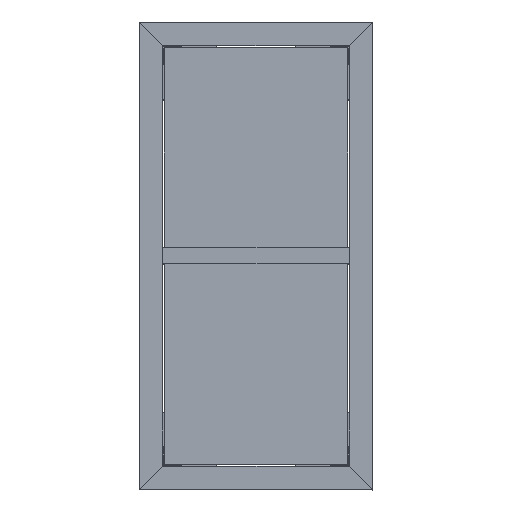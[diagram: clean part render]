
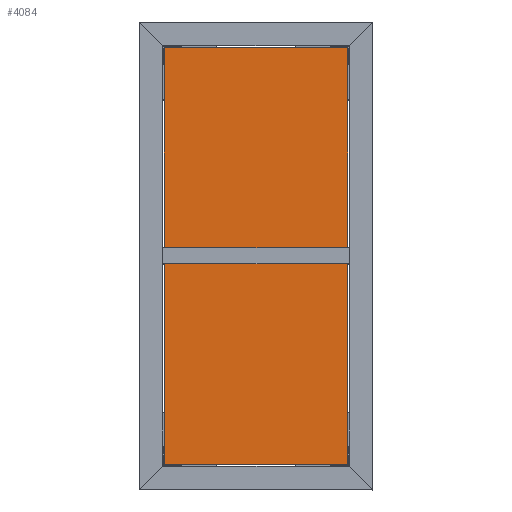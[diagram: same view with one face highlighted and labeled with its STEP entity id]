
A CAD part, top view. The second image highlights one B-rep face of the part: STEP entity #4084.
In plain terms, the highlighted planar face has unit normal (0, 0, 1).
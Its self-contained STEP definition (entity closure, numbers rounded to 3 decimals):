
#101=FACE_OUTER_BOUND('',#363,.T.);
#363=EDGE_LOOP('',(#2562,#2563,#2564,#2565));
#645=LINE('',#5830,#1149);
#646=LINE('',#5832,#1150);
#647=LINE('',#5834,#1151);
#648=LINE('',#5835,#1152);
#1149=VECTOR('',#4767,10.);
#1150=VECTOR('',#4768,10.);
#1151=VECTOR('',#4769,10.);
#1152=VECTOR('',#4770,10.);
#1638=VERTEX_POINT('',#5828);
#1639=VERTEX_POINT('',#5829);
#1640=VERTEX_POINT('',#5831);
#1641=VERTEX_POINT('',#5833);
#1993=EDGE_CURVE('',#1638,#1639,#645,.T.);
#1994=EDGE_CURVE('',#1639,#1640,#646,.T.);
#1995=EDGE_CURVE('',#1640,#1641,#647,.T.);
#1996=EDGE_CURVE('',#1641,#1638,#648,.T.);
#2562=ORIENTED_EDGE('',*,*,#1993,.T.);
#2563=ORIENTED_EDGE('',*,*,#1994,.T.);
#2564=ORIENTED_EDGE('',*,*,#1995,.T.);
#2565=ORIENTED_EDGE('',*,*,#1996,.T.);
#3527=PLANE('',#4411);
#4084=ADVANCED_FACE('',(#101),#3527,.T.);
#4411=AXIS2_PLACEMENT_3D('',#5827,#4765,#4766);
#4765=DIRECTION('center_axis',(0.,0.,
1.));
#4766=DIRECTION('ref_axis',(1.,0.,0.));
#4767=DIRECTION('',(1.,0.,0.));
#4768=DIRECTION('',(0.,1.,0.));
#4769=DIRECTION('',(-1.,0.,0.));
#4770=DIRECTION('',(0.,-1.,0.));
#5827=CARTESIAN_POINT('Origin',(695.249,860.46,378.384));
#5828=CARTESIAN_POINT('',(460.249,325.46,378.384));
#5829=CARTESIAN_POINT('',(930.249,325.46,378.384));
#5830=CARTESIAN_POINT('',(930.249,325.46,378.384));
#5831=CARTESIAN_POINT('',(930.249,1395.46,378.384));
#5832=CARTESIAN_POINT('',(930.249,1395.46,378.384));
#5833=CARTESIAN_POINT('',(460.249,1395.46,378.384));
#5834=CARTESIAN_POINT('',(460.249,1395.46,378.384));
#5835=CARTESIAN_POINT('',(460.249,325.46,378.384));
